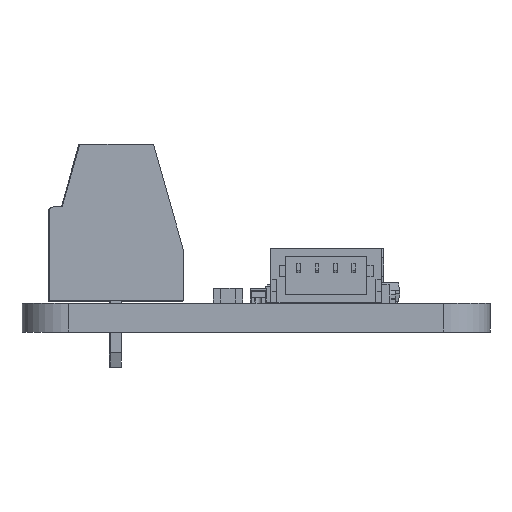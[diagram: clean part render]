
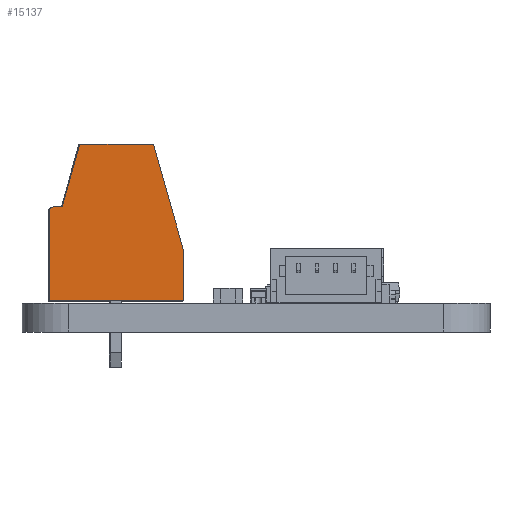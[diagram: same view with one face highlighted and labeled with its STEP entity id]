
A CAD part, left-side view. The second image highlights one B-rep face of the part: STEP entity #15137.
In plain terms, the highlighted face is planar.
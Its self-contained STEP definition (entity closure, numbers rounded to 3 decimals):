
#906=PLANE('',#16369);
#1699=FACE_OUTER_BOUND('',#2595,.T.);
#2595=EDGE_LOOP('',(#13495,#13496,#13497,#13498,#13499,#13500,#13501,#13502));
#4191=LINE('',#26737,#5886);
#4225=LINE('',#27423,#5920);
#4226=LINE('',#27425,#5921);
#4227=LINE('',#27427,#5922);
#4228=LINE('',#27431,#5923);
#4229=LINE('',#27433,#5924);
#4230=LINE('',#27434,#5925);
#5886=VECTOR('',#19869,1000.);
#5920=VECTOR('',#20021,1000.);
#5921=VECTOR('',#20022,1000.);
#5922=VECTOR('',#20023,1000.);
#5923=VECTOR('',#20026,1000.);
#5924=VECTOR('',#20027,1000.);
#5925=VECTOR('',#20028,1000.);
#6377=CIRCLE('',#16370,0.2);
#7559=VERTEX_POINT('',#26735);
#7560=VERTEX_POINT('',#26736);
#7623=VERTEX_POINT('',#27422);
#7624=VERTEX_POINT('',#27424);
#7625=VERTEX_POINT('',#27426);
#7626=VERTEX_POINT('',#27428);
#7627=VERTEX_POINT('',#27430);
#7628=VERTEX_POINT('',#27432);
#9521=EDGE_CURVE('',#7559,#7560,#4191,.T.);
#9607=EDGE_CURVE('',#7623,#7560,#4225,.T.);
#9608=EDGE_CURVE('',#7623,#7624,#4226,.T.);
#9609=EDGE_CURVE('',#7624,#7625,#4227,.T.);
#9610=EDGE_CURVE('',#7625,#7626,#6377,.T.);
#9611=EDGE_CURVE('',#7626,#7627,#4228,.T.);
#9612=EDGE_CURVE('',#7627,#7628,#4229,.T.);
#9613=EDGE_CURVE('',#7559,#7628,#4230,.T.);
#13495=ORIENTED_EDGE('',*,*,#9521,.T.);
#13496=ORIENTED_EDGE('',*,*,#9607,.F.);
#13497=ORIENTED_EDGE('',*,*,#9608,.T.);
#13498=ORIENTED_EDGE('',*,*,#9609,.T.);
#13499=ORIENTED_EDGE('',*,*,#9610,.T.);
#13500=ORIENTED_EDGE('',*,*,#9611,.T.);
#13501=ORIENTED_EDGE('',*,*,#9612,.T.);
#13502=ORIENTED_EDGE('',*,*,#9613,.F.);
#15137=ADVANCED_FACE('',(#1699),#906,.F.);
#16369=AXIS2_PLACEMENT_3D('',#27421,#20019,#20020);
#16370=AXIS2_PLACEMENT_3D('',#27429,#20024,#20025);
#19869=DIRECTION('',(0.,-0.274,0.962));
#20019=DIRECTION('center_axis',(-1.,0.,0.));
#20020=DIRECTION('ref_axis',(0.,-1.,0.));
#20021=DIRECTION('',(0.,1.,0.));
#20022=DIRECTION('',(0.,-0.269,-0.963));
#20023=DIRECTION('',(0.,-1.,0.));
#20024=DIRECTION('center_axis',(1.,0.,0.));
#20025=DIRECTION('ref_axis',(0.,-1.,0.));
#20026=DIRECTION('',(0.,0.,-1.));
#20027=DIRECTION('',(0.,1.,0.));
#20028=DIRECTION('',(0.,0.,-1.));
#26735=CARTESIAN_POINT('',(3.645,3.704,2.82));
#26736=CARTESIAN_POINT('',(3.645,2.054,8.62));
#26737=CARTESIAN_POINT('',(3.645,3.512,3.493));
#27421=CARTESIAN_POINT('Origin',(3.645,-3.596,8.62));
#27422=CARTESIAN_POINT('',(3.645,-1.946,8.62));
#27423=CARTESIAN_POINT('',(3.645,-3.596,8.62));
#27424=CARTESIAN_POINT('',(3.645,-2.896,5.22));
#27425=CARTESIAN_POINT('',(3.645,-1.946,8.62));
#27426=CARTESIAN_POINT('',(3.645,-3.396,5.22));
#27427=CARTESIAN_POINT('',(3.645,-2.896,5.22));
#27428=CARTESIAN_POINT('',(3.645,-3.596,5.02));
#27429=CARTESIAN_POINT('Origin',(3.645,-3.396,5.02));
#27430=CARTESIAN_POINT('',(3.645,-3.596,0.12));
#27431=CARTESIAN_POINT('',(3.645,-3.596,8.62));
#27432=CARTESIAN_POINT('',(3.645,3.704,0.12));
#27433=CARTESIAN_POINT('',(3.645,-3.596,0.12));
#27434=CARTESIAN_POINT('',(3.645,3.704,8.62));
